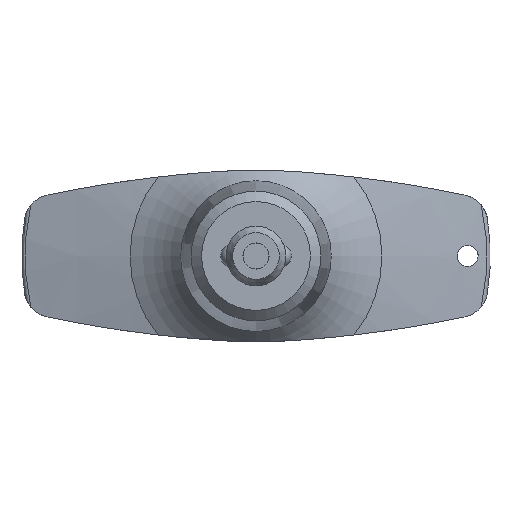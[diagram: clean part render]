
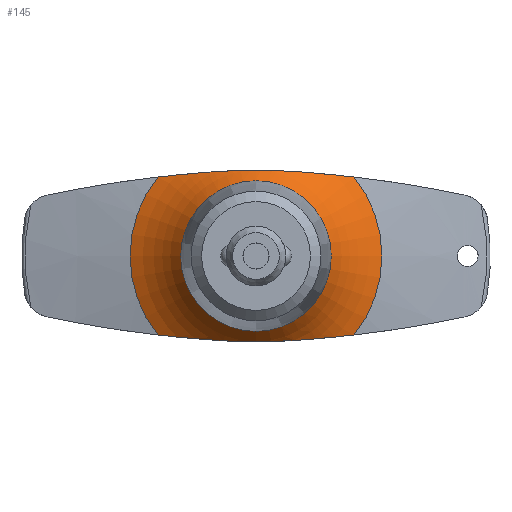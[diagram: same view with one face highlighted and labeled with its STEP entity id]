
A CAD part, front view. The second image highlights one B-rep face of the part: STEP entity #145.
In plain terms, the highlighted toroidal (fillet/blend) face has major radius 24.03 mm and minor radius 17 mm.
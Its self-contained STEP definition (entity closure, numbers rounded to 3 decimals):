
#145 = ADVANCED_FACE( '', ( #321, #322 ), #323, .F. );
#321 = FACE_OUTER_BOUND( '', #510, .T. );
#322 = FACE_OUTER_BOUND( '', #511, .T. );
#323 = TOROIDAL_SURFACE( '', #512, 24.03, 17. );
#510 = EDGE_LOOP( '', ( #838 ) );
#511 = EDGE_LOOP( '', ( #839, #840, #841, #842, #843, #844, #845, #846 ) );
#512 = AXIS2_PLACEMENT_3D( '', #847, #848, #849 );
#838 = ORIENTED_EDGE( '', *, *, #1050, .F. );
#839 = ORIENTED_EDGE( '', *, *, #977, .T. );
#840 = ORIENTED_EDGE( '', *, *, #1053, .T. );
#841 = ORIENTED_EDGE( '', *, *, #1045, .T. );
#842 = ORIENTED_EDGE( '', *, *, #1060, .T. );
#843 = ORIENTED_EDGE( '', *, *, #1040, .T. );
#844 = ORIENTED_EDGE( '', *, *, #958, .T. );
#845 = ORIENTED_EDGE( '', *, *, #1004, .T. );
#846 = ORIENTED_EDGE( '', *, *, #1028, .T. );
#847 = CARTESIAN_POINT( '', ( 0., 8.968, 0. ) );
#848 = DIRECTION( '', ( 0., -1., 0. ) );
#849 = DIRECTION( '', ( 0., 0., -1. ) );
#958 = EDGE_CURVE( '', #1105, #1114, #1116, .T. );
#977 = EDGE_CURVE( '', #1147, #1145, #1148, .T. );
#1004 = EDGE_CURVE( '', #1114, #1184, #1186, .T. );
#1028 = EDGE_CURVE( '', #1184, #1147, #1220, .T. );
#1040 = EDGE_CURVE( '', #1238, #1105, #1239, .T. );
#1045 = EDGE_CURVE( '', #1242, #1244, #1246, .T. );
#1050 = EDGE_CURVE( '', #1253, #1253, #1254, .T. );
#1053 = EDGE_CURVE( '', #1145, #1242, #1258, .T. );
#1060 = EDGE_CURVE( '', #1244, #1238, #1268, .T. );
#1105 = VERTEX_POINT( '', #1342 );
#1114 = VERTEX_POINT( '', #1367 );
#1116 = B_SPLINE_CURVE_WITH_KNOTS( '', 3, ( #1370, #1371, #1372, #1373, #1374, #1375 ), .UNSPECIFIED., .F., .F., ( 4, 2, 4 ), ( 0., 0.003, 0.005 ), .UNSPECIFIED. );
#1145 = VERTEX_POINT( '', #1573 );
#1147 = VERTEX_POINT( '', #1580 );
#1148 = CIRCLE( '', #1581, 16.9 );
#1184 = VERTEX_POINT( '', #1781 );
#1186 = B_SPLINE_CURVE_WITH_KNOTS( '', 3, ( #1784, #1785, #1786, #1787, #1788, #1789, #1790, #1791, #1792, #1793, #1794, #1795, #1796, #1797, #1798, #1799 ), .UNSPECIFIED., .F., .F., ( 4, 2, 2, 2, 2, 2, 2, 4 ), ( 0., 0.002, 0.004, 0.008, 0.01, 0.012, 0.015, 0.017 ), .UNSPECIFIED. );
#1220 = B_SPLINE_CURVE_WITH_KNOTS( '', 3, ( #1976, #1977, #1978, #1979, #1980, #1981 ), .UNSPECIFIED., .F., .F., ( 4, 2, 4 ), ( 0., 0.003, 0.005 ), .UNSPECIFIED. );
#1238 = VERTEX_POINT( '', #2073 );
#1239 = CIRCLE( '', #2074, 16.9 );
#1242 = VERTEX_POINT( '', #2082 );
#1244 = VERTEX_POINT( '', #2085 );
#1246 = B_SPLINE_CURVE_WITH_KNOTS( '', 3, ( #2088, #2089, #2090, #2091, #2092, #2093, #2094, #2095, #2096, #2097, #2098, #2099, #2100, #2101, #2102, #2103 ), .UNSPECIFIED., .F., .F., ( 4, 2, 2, 2, 2, 2, 2, 4 ), ( 0., 0.002, 0.004, 0.008, 0.01, 0.012, 0.015, 0.017 ), .UNSPECIFIED. );
#1253 = VERTEX_POINT( '', #2234 );
#1254 = CIRCLE( '', #2235, 10.092 );
#1258 = B_SPLINE_CURVE_WITH_KNOTS( '', 3, ( #2239, #2240, #2241, #2242, #2243, #2244 ), .UNSPECIFIED., .F., .F., ( 4, 2, 4 ), ( 0., 0.003, 0.005 ), .UNSPECIFIED. );
#1268 = B_SPLINE_CURVE_WITH_KNOTS( '', 3, ( #2254, #2255, #2256, #2257, #2258, #2259 ), .UNSPECIFIED., .F., .F., ( 4, 2, 4 ), ( 0., 0.003, 0.005 ), .UNSPECIFIED. );
#1342 = CARTESIAN_POINT( '', ( 13.165, 24.4, 10.597 ) );
#1367 = CARTESIAN_POINT( '', ( 8.1, 22.504, 11.107 ) );
#1370 = CARTESIAN_POINT( '', ( 13.165, 24.4, 10.597 ) );
#1371 = CARTESIAN_POINT( '', ( 12.308, 24.121, 10.697 ) );
#1372 = CARTESIAN_POINT( '', ( 11.461, 23.814, 10.789 ) );
#1373 = CARTESIAN_POINT( '', ( 9.777, 23.172, 10.958 ) );
#1374 = CARTESIAN_POINT( '', ( 8.939, 22.836, 11.035 ) );
#1375 = CARTESIAN_POINT( '', ( 8.1, 22.504, 11.107 ) );
#1573 = CARTESIAN_POINT( '', ( -13.165, 24.4, -10.597 ) );
#1580 = CARTESIAN_POINT( '', ( -13.165, 24.4, 10.597 ) );
#1581 = AXIS2_PLACEMENT_3D( '', #2329, #2330, #2331 );
#1781 = CARTESIAN_POINT( '', ( -8.1, 22.504, 11.107 ) );
#1784 = CARTESIAN_POINT( '', ( 8.1, 22.504, 11.107 ) );
#1785 = CARTESIAN_POINT( '', ( 7.453, 22.253, 11.17 ) );
#1786 = CARTESIAN_POINT( '', ( 6.805, 22.004, 11.225 ) );
#1787 = CARTESIAN_POINT( '', ( 5.501, 21.532, 11.321 ) );
#1788 = CARTESIAN_POINT( '', ( 4.846, 21.309, 11.362 ) );
#1789 = CARTESIAN_POINT( '', ( 2.856, 20.73, 11.462 ) );
#1790 = CARTESIAN_POINT( '', ( 1.497, 20.465, 11.499 ) );
#1791 = CARTESIAN_POINT( '', ( -0.641, 20.452, 11.501 ) );
#1792 = CARTESIAN_POINT( '', ( -1.346, 20.512, 11.492 ) );
#1793 = CARTESIAN_POINT( '', ( -2.735, 20.735, 11.458 ) );
#1794 = CARTESIAN_POINT( '', ( -3.42, 20.897, 11.433 ) );
#1795 = CARTESIAN_POINT( '', ( -4.779, 21.287, 11.366 ) );
#1796 = CARTESIAN_POINT( '', ( -5.452, 21.514, 11.325 ) );
#1797 = CARTESIAN_POINT( '', ( -6.782, 21.995, 11.227 ) );
#1798 = CARTESIAN_POINT( '', ( -7.442, 22.249, 11.171 ) );
#1799 = CARTESIAN_POINT( '', ( -8.1, 22.504, 11.107 ) );
#1976 = CARTESIAN_POINT( '', ( -8.1, 22.504, 11.107 ) );
#1977 = CARTESIAN_POINT( '', ( -8.939, 22.836, 11.035 ) );
#1978 = CARTESIAN_POINT( '', ( -9.777, 23.172, 10.958 ) );
#1979 = CARTESIAN_POINT( '', ( -11.461, 23.814, 10.789 ) );
#1980 = CARTESIAN_POINT( '', ( -12.308, 24.121, 10.697 ) );
#1981 = CARTESIAN_POINT( '', ( -13.165, 24.4, 10.597 ) );
#2073 = CARTESIAN_POINT( '', ( 13.165, 24.4, -10.597 ) );
#2074 = AXIS2_PLACEMENT_3D( '', #2380, #2381, #2382 );
#2082 = CARTESIAN_POINT( '', ( -8.1, 22.504, -11.107 ) );
#2085 = CARTESIAN_POINT( '', ( 8.1, 22.504, -11.107 ) );
#2088 = CARTESIAN_POINT( '', ( -8.1, 22.504, -11.107 ) );
#2089 = CARTESIAN_POINT( '', ( -7.453, 22.253, -11.17 ) );
#2090 = CARTESIAN_POINT( '', ( -6.805, 22.004, -11.225 ) );
#2091 = CARTESIAN_POINT( '', ( -5.501, 21.532, -11.321 ) );
#2092 = CARTESIAN_POINT( '', ( -4.846, 21.309, -11.362 ) );
#2093 = CARTESIAN_POINT( '', ( -2.856, 20.73, -11.462 ) );
#2094 = CARTESIAN_POINT( '', ( -1.497, 20.465, -11.499 ) );
#2095 = CARTESIAN_POINT( '', ( 0.641, 20.452, -11.501 ) );
#2096 = CARTESIAN_POINT( '', ( 1.346, 20.512, -11.492 ) );
#2097 = CARTESIAN_POINT( '', ( 2.735, 20.735, -11.458 ) );
#2098 = CARTESIAN_POINT( '', ( 3.42, 20.897, -11.433 ) );
#2099 = CARTESIAN_POINT( '', ( 4.779, 21.287, -11.366 ) );
#2100 = CARTESIAN_POINT( '', ( 5.452, 21.514, -11.325 ) );
#2101 = CARTESIAN_POINT( '', ( 6.782, 21.995, -11.227 ) );
#2102 = CARTESIAN_POINT( '', ( 7.442, 22.249, -11.171 ) );
#2103 = CARTESIAN_POINT( '', ( 8.1, 22.504, -11.107 ) );
#2234 = CARTESIAN_POINT( '', ( 0., 18.7, -10.092 ) );
#2235 = AXIS2_PLACEMENT_3D( '', #2385, #2386, #2387 );
#2239 = CARTESIAN_POINT( '', ( -13.165, 24.4, -10.597 ) );
#2240 = CARTESIAN_POINT( '', ( -12.308, 24.121, -10.697 ) );
#2241 = CARTESIAN_POINT( '', ( -11.461, 23.814, -10.789 ) );
#2242 = CARTESIAN_POINT( '', ( -9.777, 23.172, -10.958 ) );
#2243 = CARTESIAN_POINT( '', ( -8.939, 22.836, -11.035 ) );
#2244 = CARTESIAN_POINT( '', ( -8.1, 22.504, -11.107 ) );
#2254 = CARTESIAN_POINT( '', ( 8.1, 22.504, -11.107 ) );
#2255 = CARTESIAN_POINT( '', ( 8.939, 22.836, -11.035 ) );
#2256 = CARTESIAN_POINT( '', ( 9.777, 23.172, -10.958 ) );
#2257 = CARTESIAN_POINT( '', ( 11.461, 23.814, -10.789 ) );
#2258 = CARTESIAN_POINT( '', ( 12.308, 24.121, -10.697 ) );
#2259 = CARTESIAN_POINT( '', ( 13.165, 24.4, -10.597 ) );
#2329 = CARTESIAN_POINT( '', ( 0., 24.4, 0. ) );
#2330 = DIRECTION( '', ( 0., -1., 0. ) );
#2331 = DIRECTION( '', ( 0., 0., -1. ) );
#2380 = CARTESIAN_POINT( '', ( 0., 24.4, 0. ) );
#2381 = DIRECTION( '', ( 0., -1., 0. ) );
#2382 = DIRECTION( '', ( 0., 0., -1. ) );
#2385 = CARTESIAN_POINT( '', ( 0., 18.7, 0. ) );
#2386 = DIRECTION( '', ( 0., -1., 0. ) );
#2387 = DIRECTION( '', ( 0., 0., -1. ) );
